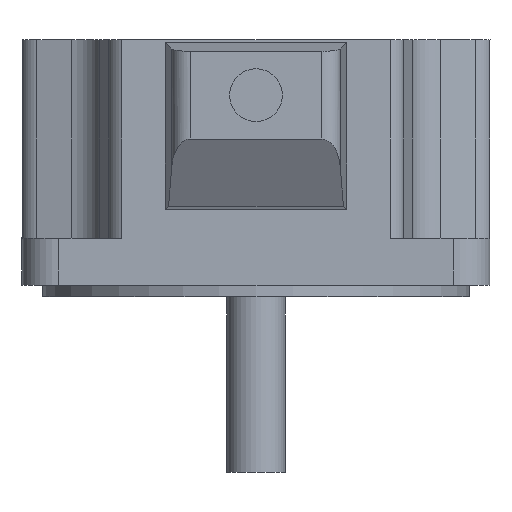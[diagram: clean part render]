
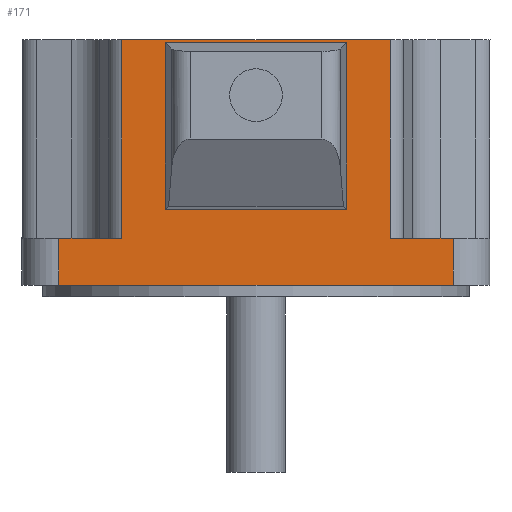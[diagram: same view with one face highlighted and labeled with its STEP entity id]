
A CAD part, front view. The second image highlights one B-rep face of the part: STEP entity #171.
In plain terms, the highlighted planar face has unit normal (0, -1, 0).
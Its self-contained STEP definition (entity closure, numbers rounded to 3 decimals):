
#7 = ORIENTED_EDGE ( 'NONE', *, *, #1338, .F. ) ;
#65 = EDGE_CURVE ( 'NONE', #131, #1209, #478, .T. ) ;
#96 = ORIENTED_EDGE ( 'NONE', *, *, #1330, .F. ) ;
#102 = DIRECTION ( 'NONE',  ( -1., 0., 0. ) ) ;
#131 = VERTEX_POINT ( 'NONE', #440 ) ;
#155 = CARTESIAN_POINT ( 'NONE',  ( 33.7, -40., 8. ) ) ;
#171 = ADVANCED_FACE ( 'NONE', ( #1824, #573 ), #1498, .F. ) ;
#176 = LINE ( 'NONE', #1536, #1287 ) ;
#190 = DIRECTION ( 'NONE',  ( 1., 0., 0. ) ) ;
#194 = EDGE_CURVE ( 'NONE', #717, #1499, #1514, .T. ) ;
#202 = LINE ( 'NONE', #1606, #738 ) ;
#217 = VECTOR ( 'NONE', #1327, 1000. ) ;
#232 = CARTESIAN_POINT ( 'NONE',  ( 22.98, -40., 42. ) ) ;
#239 = DIRECTION ( 'NONE',  ( 0., 0., -1. ) ) ;
#294 = CARTESIAN_POINT ( 'NONE',  ( -40., -40., 8. ) ) ;
#304 = ORIENTED_EDGE ( 'NONE', *, *, #1834, .F. ) ;
#325 = EDGE_LOOP ( 'NONE', ( #1603, #1732, #7, #304 ) ) ;
#339 = LINE ( 'NONE', #1565, #1032 ) ;
#340 = EDGE_CURVE ( 'NONE', #890, #1232, #339, .T. ) ;
#343 = CARTESIAN_POINT ( 'NONE',  ( -40., -40., 0. ) ) ;
#376 = ORIENTED_EDGE ( 'NONE', *, *, #1807, .F. ) ;
#440 = CARTESIAN_POINT ( 'NONE',  ( 33.7, -40., 0. ) ) ;
#461 = EDGE_CURVE ( 'NONE', #1209, #1077, #1573, .T. ) ;
#478 = LINE ( 'NONE', #343, #956 ) ;
#499 = CARTESIAN_POINT ( 'NONE',  ( -33.7, -40., 8. ) ) ;
#500 = LINE ( 'NONE', #1741, #1325 ) ;
#521 = EDGE_CURVE ( 'NONE', #1499, #890, #1623, .T. ) ;
#573 = FACE_OUTER_BOUND ( 'NONE', #1200, .T. ) ;
#598 = VERTEX_POINT ( 'NONE', #1610 ) ;
#605 = AXIS2_PLACEMENT_3D ( 'NONE', #294, #1067, #1346 ) ;
#613 = VECTOR ( 'NONE', #686, 1000. ) ;
#663 = CARTESIAN_POINT ( 'NONE',  ( 22.98, -40., 8. ) ) ;
#674 = ORIENTED_EDGE ( 'NONE', *, *, #340, .F. ) ;
#676 = CARTESIAN_POINT ( 'NONE',  ( -15.5, -40., 8. ) ) ;
#678 = DIRECTION ( 'NONE',  ( 0., 0., -1. ) ) ;
#686 = DIRECTION ( 'NONE',  ( 1., 0., 0. ) ) ;
#693 = CARTESIAN_POINT ( 'NONE',  ( 22.98, -40., 42. ) ) ;
#717 = VERTEX_POINT ( 'NONE', #1500 ) ;
#738 = VECTOR ( 'NONE', #102, 1000. ) ;
#748 = DIRECTION ( 'NONE',  ( 1., 0., 0. ) ) ;
#755 = VECTOR ( 'NONE', #748, 1000. ) ;
#811 = CARTESIAN_POINT ( 'NONE',  ( -15.5, -40., 13. ) ) ;
#851 = EDGE_CURVE ( 'NONE', #598, #717, #1332, .T. ) ;
#860 = VECTOR ( 'NONE', #1392, 1000. ) ;
#877 = EDGE_CURVE ( 'NONE', #1604, #1349, #1590, .T. ) ;
#888 = VECTOR ( 'NONE', #678, 1000. ) ;
#890 = VERTEX_POINT ( 'NONE', #663 ) ;
#956 = VECTOR ( 'NONE', #1715, 1000. ) ;
#995 = DIRECTION ( 'NONE',  ( 0., 0., 1. ) ) ;
#1032 = VECTOR ( 'NONE', #190, 1000. ) ;
#1067 = DIRECTION ( 'NONE',  ( 0., 1., 0. ) ) ;
#1077 = VERTEX_POINT ( 'NONE', #1229 ) ;
#1098 = EDGE_CURVE ( 'NONE', #1349, #1872, #1217, .T. ) ;
#1200 = EDGE_LOOP ( 'NONE', ( #1555, #1617, #376, #674, #1944, #1622, #1632, #96 ) ) ;
#1209 = VERTEX_POINT ( 'NONE', #1422 ) ;
#1217 = LINE ( 'NONE', #1367, #217 ) ;
#1229 = CARTESIAN_POINT ( 'NONE',  ( -33.7, -40., 8. ) ) ;
#1232 = VERTEX_POINT ( 'NONE', #155 ) ;
#1287 = VECTOR ( 'NONE', #1860, 1000. ) ;
#1325 = VECTOR ( 'NONE', #1728, 1000. ) ;
#1327 = DIRECTION ( 'NONE',  ( 1., 0., 0. ) ) ;
#1330 = EDGE_CURVE ( 'NONE', #1077, #598, #1580, .T. ) ;
#1332 = LINE ( 'NONE', #1757, #1884 ) ;
#1338 = EDGE_CURVE ( 'NONE', #1567, #1604, #202, .T. ) ;
#1346 = DIRECTION ( 'NONE',  ( 0., 0., 1. ) ) ;
#1348 = VECTOR ( 'NONE', #239, 1000. ) ;
#1349 = VERTEX_POINT ( 'NONE', #811 ) ;
#1367 = CARTESIAN_POINT ( 'NONE',  ( -40., -40., 13. ) ) ;
#1392 = DIRECTION ( 'NONE',  ( 0., 0., 1. ) ) ;
#1422 = CARTESIAN_POINT ( 'NONE',  ( -33.7, -40., 0. ) ) ;
#1498 = PLANE ( 'NONE',  #605 ) ;
#1499 = VERTEX_POINT ( 'NONE', #693 ) ;
#1500 = CARTESIAN_POINT ( 'NONE',  ( -22.98, -40., 42. ) ) ;
#1502 = CARTESIAN_POINT ( 'NONE',  ( 15.5, -40., 41.5 ) ) ;
#1514 = LINE ( 'NONE', #1660, #755 ) ;
#1536 = CARTESIAN_POINT ( 'NONE',  ( 33.7, -40., 8. ) ) ;
#1555 = ORIENTED_EDGE ( 'NONE', *, *, #461, .F. ) ;
#1565 = CARTESIAN_POINT ( 'NONE',  ( -40., -40., 8. ) ) ;
#1567 = VERTEX_POINT ( 'NONE', #1502 ) ;
#1573 = LINE ( 'NONE', #499, #860 ) ;
#1580 = LINE ( 'NONE', #1900, #613 ) ;
#1590 = LINE ( 'NONE', #676, #1348 ) ;
#1603 = ORIENTED_EDGE ( 'NONE', *, *, #1098, .F. ) ;
#1604 = VERTEX_POINT ( 'NONE', #1799 ) ;
#1606 = CARTESIAN_POINT ( 'NONE',  ( -40., -40., 41.5 ) ) ;
#1610 = CARTESIAN_POINT ( 'NONE',  ( -22.98, -40., 8. ) ) ;
#1617 = ORIENTED_EDGE ( 'NONE', *, *, #65, .F. ) ;
#1622 = ORIENTED_EDGE ( 'NONE', *, *, #194, .F. ) ;
#1623 = LINE ( 'NONE', #232, #888 ) ;
#1632 = ORIENTED_EDGE ( 'NONE', *, *, #851, .F. ) ;
#1660 = CARTESIAN_POINT ( 'NONE',  ( -21.5, -40., 42. ) ) ;
#1715 = DIRECTION ( 'NONE',  ( -1., 0., 0. ) ) ;
#1728 = DIRECTION ( 'NONE',  ( 0., 0., 1. ) ) ;
#1732 = ORIENTED_EDGE ( 'NONE', *, *, #877, .F. ) ;
#1741 = CARTESIAN_POINT ( 'NONE',  ( 15.5, -40., 8. ) ) ;
#1751 = CARTESIAN_POINT ( 'NONE',  ( 15.5, -40., 13. ) ) ;
#1757 = CARTESIAN_POINT ( 'NONE',  ( -22.98, -40., 8. ) ) ;
#1799 = CARTESIAN_POINT ( 'NONE',  ( -15.5, -40., 41.5 ) ) ;
#1807 = EDGE_CURVE ( 'NONE', #1232, #131, #176, .T. ) ;
#1824 = FACE_BOUND ( 'NONE', #325, .T. ) ;
#1834 = EDGE_CURVE ( 'NONE', #1872, #1567, #500, .T. ) ;
#1860 = DIRECTION ( 'NONE',  ( 0., 0., -1. ) ) ;
#1872 = VERTEX_POINT ( 'NONE', #1751 ) ;
#1884 = VECTOR ( 'NONE', #995, 1000. ) ;
#1900 = CARTESIAN_POINT ( 'NONE',  ( -40., -40., 8. ) ) ;
#1944 = ORIENTED_EDGE ( 'NONE', *, *, #521, .F. ) ;
